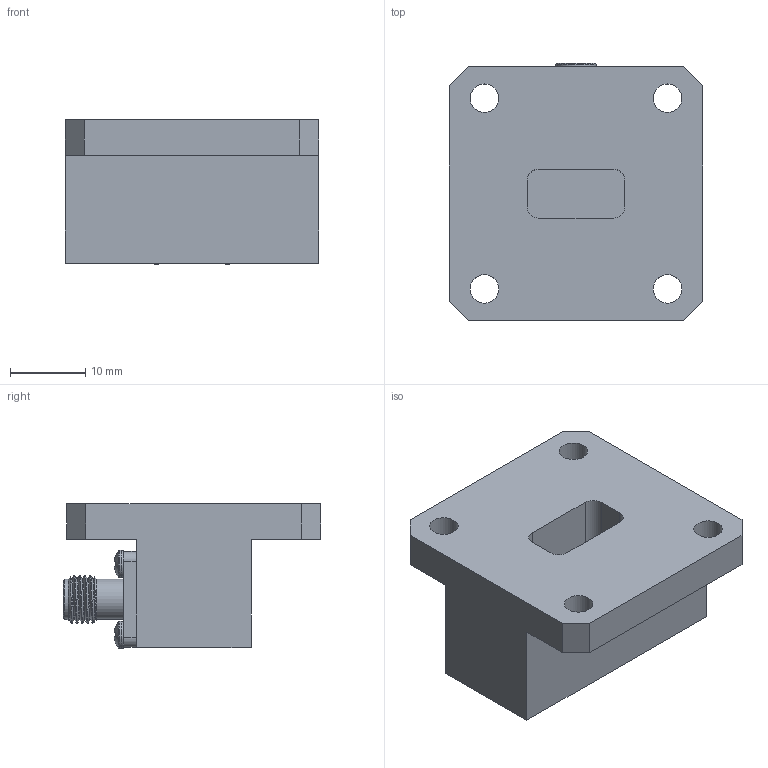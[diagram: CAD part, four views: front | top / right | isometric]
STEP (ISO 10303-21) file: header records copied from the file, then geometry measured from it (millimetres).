
FILE_DESCRIPTION (( 'STEP AP203' ), '1' );
FILE_NAME ('PE9828_3D.step', '2021-04-23T16:35:41', ( '' ), ( '' ), 'SwSTEP 2.0', 'SolidWorks 2020', '' );
FILE_SCHEMA (( 'CONFIG_CONTROL_DESIGN' ));
Length unit declared in the file: inch
Products named in the file (1): PE9828_3D
Bounding box: 33.66 x 34.1 x 19.21 mm (x, y, z)
Volume: 11540.9 mm3; surface area: 5467.7 mm2
Topology: 1 solids, 5 shells, 313 faces, 1085 edges, 836 vertices
Faces by surface type: plane 153, cylinder 103, cone 30, bspline 27
Full cylindrical faces by diameter (mm): 1.016 x1, 1.27 x2, 1.524 x20, 3.616 x4, 3.785 x4, 4.597 x1, 5.359 x2
Entity records: 16775 total; most frequent: CARTESIAN_POINT 8680, ORIENTED_EDGE 1946, DIRECTION 1236, EDGE_CURVE 973, VERTEX_POINT 776, LINE 454, VECTOR 454, AXIS2_PLACEMENT_3D 391
